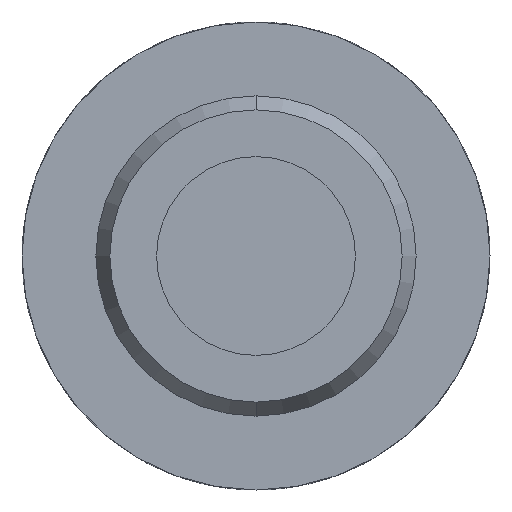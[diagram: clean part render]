
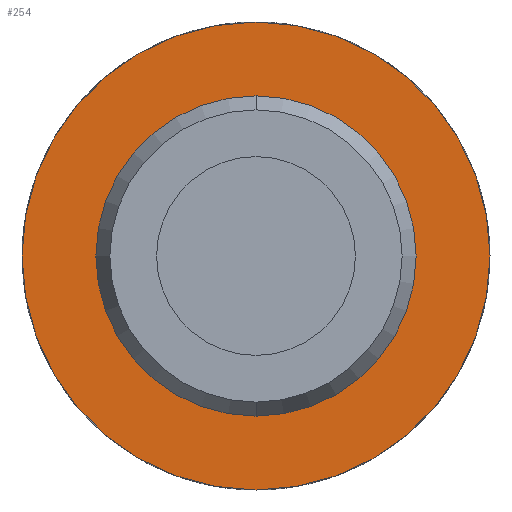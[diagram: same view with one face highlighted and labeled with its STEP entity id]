
A CAD part, front view. The second image highlights one B-rep face of the part: STEP entity #254.
In plain terms, the highlighted planar face has unit normal (0, -1, 0).
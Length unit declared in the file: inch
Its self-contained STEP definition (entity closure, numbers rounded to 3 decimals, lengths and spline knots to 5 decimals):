
#50 = CARTESIAN_POINT ( 'NONE',  ( 0., 0., 0. ) ) ;
#162 = VERTEX_POINT ( 'NONE', #3603 ) ;
#170 = EDGE_CURVE ( 'NONE', #162, #655, #6054, .T. ) ;
#195 = EDGE_LOOP ( 'NONE', ( #196, #2418 ) ) ;
#196 = ORIENTED_EDGE ( 'NONE', *, *, #170, .F. ) ;
#254 = ADVANCED_FACE ( 'Defeatured_0_0', ( #4260, #1917 ), #2870, .F. ) ;
#258 = DIRECTION ( 'NONE',  ( 0., -1., 0. ) ) ;
#325 = CARTESIAN_POINT ( 'NONE',  ( 0., 0., -0.385 ) ) ;
#541 = CARTESIAN_POINT ( 'NONE',  ( 0., 0., 0. ) ) ;
#655 = VERTEX_POINT ( 'NONE', #3414 ) ;
#869 = CIRCLE ( 'NONE', #4795, 0.385 ) ;
#901 = DIRECTION ( 'NONE',  ( 0., 0., 1. ) ) ;
#986 = EDGE_CURVE ( 'NONE', #4415, #1216, #869, .T. ) ;
#996 = ORIENTED_EDGE ( 'NONE', *, *, #3810, .F. ) ;
#1216 = VERTEX_POINT ( 'NONE', #5860 ) ;
#1247 = AXIS2_PLACEMENT_3D ( 'NONE', #50, #2348, #3391 ) ;
#1476 = CIRCLE ( 'NONE', #2260, 0.385 ) ;
#1827 = DIRECTION ( 'NONE',  ( 0., 0., -1. ) ) ;
#1917 = FACE_OUTER_BOUND ( 'NONE', #5462, .T. ) ;
#1920 = DIRECTION ( 'NONE',  ( 0., 1., 0. ) ) ;
#2260 = AXIS2_PLACEMENT_3D ( 'NONE', #541, #1920, #1827 ) ;
#2348 = DIRECTION ( 'NONE',  ( 0., -1., 0. ) ) ;
#2418 = ORIENTED_EDGE ( 'NONE', *, *, #5266, .F. ) ;
#2870 = PLANE ( 'NONE',  #3516 ) ;
#3145 = CARTESIAN_POINT ( 'NONE',  ( 0., 0., 0. ) ) ;
#3220 = CIRCLE ( 'NONE', #1247, 0.2635 ) ;
#3391 = DIRECTION ( 'NONE',  ( 0., 0., 1. ) ) ;
#3414 = CARTESIAN_POINT ( 'NONE',  ( 0., 0., -0.2635 ) ) ;
#3516 = AXIS2_PLACEMENT_3D ( 'NONE', #4657, #5110, #901 ) ;
#3603 = CARTESIAN_POINT ( 'NONE',  ( 0., 0., 0.2635 ) ) ;
#3810 = EDGE_CURVE ( 'NONE', #1216, #4415, #1476, .T. ) ;
#4109 = DIRECTION ( 'NONE',  ( 0., 0., -1. ) ) ;
#4260 = FACE_BOUND ( 'NONE', #195, .T. ) ;
#4415 = VERTEX_POINT ( 'NONE', #325 ) ;
#4540 = DIRECTION ( 'NONE',  ( 0., 1., 0. ) ) ;
#4638 = CARTESIAN_POINT ( 'NONE',  ( 0., 0., 0. ) ) ;
#4657 = CARTESIAN_POINT ( 'NONE',  ( 0., 0., 0. ) ) ;
#4795 = AXIS2_PLACEMENT_3D ( 'NONE', #4638, #4540, #4109 ) ;
#4834 = ORIENTED_EDGE ( 'NONE', *, *, #986, .F. ) ;
#5012 = DIRECTION ( 'NONE',  ( 0., 0., 1. ) ) ;
#5110 = DIRECTION ( 'NONE',  ( 0., 1., 0. ) ) ;
#5266 = EDGE_CURVE ( 'NONE', #655, #162, #3220, .T. ) ;
#5462 = EDGE_LOOP ( 'NONE', ( #4834, #996 ) ) ;
#5860 = CARTESIAN_POINT ( 'NONE',  ( 0., 0., 0.385 ) ) ;
#5953 = AXIS2_PLACEMENT_3D ( 'NONE', #3145, #258, #5012 ) ;
#6054 = CIRCLE ( 'NONE', #5953, 0.2635 ) ;
